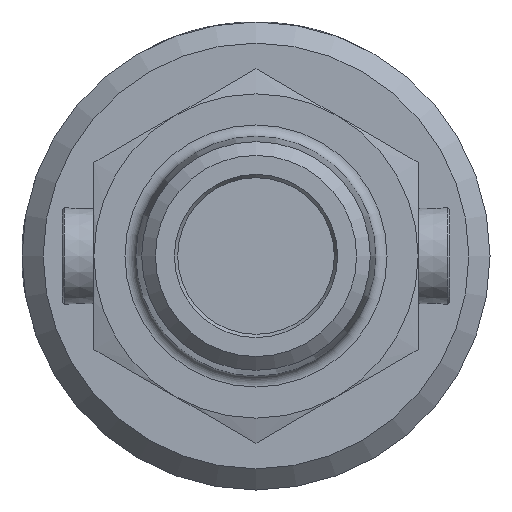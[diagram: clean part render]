
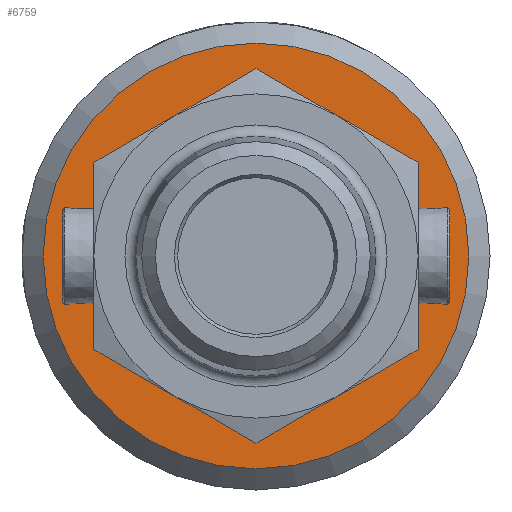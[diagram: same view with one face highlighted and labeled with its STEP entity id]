
A CAD part, left-side view. The second image highlights one B-rep face of the part: STEP entity #6759.
In plain terms, the highlighted planar face has unit normal (-1, 0, 0).
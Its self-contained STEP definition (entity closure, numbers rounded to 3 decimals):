
#254=FACE_BOUND('',#1321,.T.);
#319=PLANE('',#7219);
#451=CIRCLE('',#7209,30.2);
#458=CIRCLE('',#7220,22.225);
#907=FACE_OUTER_BOUND('',#1320,.T.);
#1320=EDGE_LOOP('',(#4697));
#1321=EDGE_LOOP('',(#4698));
#2908=VERTEX_POINT('',#9672);
#2915=VERTEX_POINT('',#9693);
#3614=EDGE_CURVE('',#2908,#2908,#451,.T.);
#3623=EDGE_CURVE('',#2915,#2915,#458,.T.);
#4697=ORIENTED_EDGE('',*,*,#3614,.F.);
#4698=ORIENTED_EDGE('',*,*,#3623,.T.);
#6759=ADVANCED_FACE('',(#907,#254),#319,.T.);
#7209=AXIS2_PLACEMENT_3D('',#9674,#7780,#7781);
#7219=AXIS2_PLACEMENT_3D('',#9692,#7802,#7803);
#7220=AXIS2_PLACEMENT_3D('',#9694,#7804,#7805);
#7780=DIRECTION('center_axis',(1.,0.,0.));
#7781=DIRECTION('ref_axis',(0.,-1.,0.));
#7802=DIRECTION('center_axis',(-1.,0.,0.));
#7803=DIRECTION('ref_axis',(0.,0.,1.));
#7804=DIRECTION('center_axis',(1.,0.,0.));
#7805=DIRECTION('ref_axis',(0.,0.,1.));
#9672=CARTESIAN_POINT('',(0.,30.2,0.));
#9674=CARTESIAN_POINT('Origin',(0.,0.,0.));
#9692=CARTESIAN_POINT('Origin',(0.,23.255,0.));
#9693=CARTESIAN_POINT('',(0.,0.,-22.225));
#9694=CARTESIAN_POINT('Origin',(0.,0.,0.));
